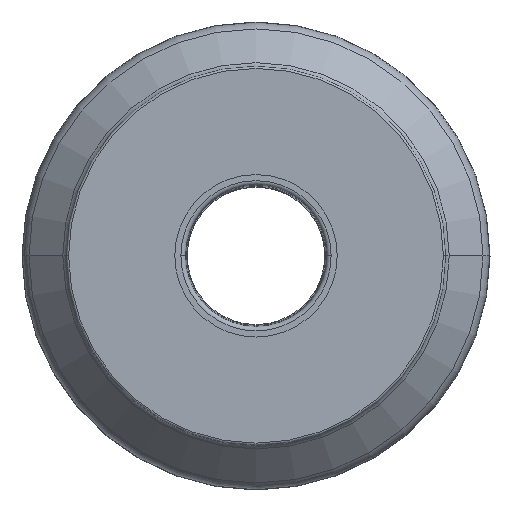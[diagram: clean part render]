
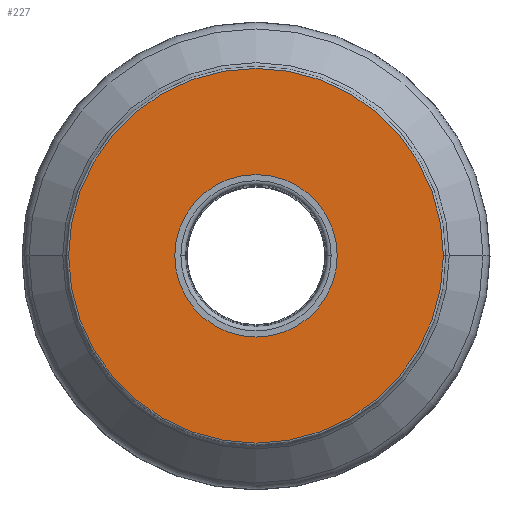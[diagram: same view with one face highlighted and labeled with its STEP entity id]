
A CAD part, top view. The second image highlights one B-rep face of the part: STEP entity #227.
In plain terms, the highlighted planar face has unit normal (0, 0, 1).
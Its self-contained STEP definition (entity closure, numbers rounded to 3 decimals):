
#64=PLANE('',#2299);
#72=FACE_BOUND('',#587,.T.);
#73=FACE_BOUND('',#588,.T.);
#227=ADVANCED_FACE('',(#72,#73),#64,.T.);
#587=EDGE_LOOP('',(#1009,#1010));
#588=EDGE_LOOP('',(#1011,#1012));
#1009=ORIENTED_EDGE('',*,*,#1479,.F.);
#1010=ORIENTED_EDGE('',*,*,#1481,.F.);
#1011=ORIENTED_EDGE('',*,*,#1482,.F.);
#1012=ORIENTED_EDGE('',*,*,#1483,.F.);
#1247=VERTEX_POINT('',#5284);
#1248=VERTEX_POINT('',#5286);
#1249=VERTEX_POINT('',#5292);
#1250=VERTEX_POINT('',#5293);
#1479=EDGE_CURVE('',#1247,#1248,#1814,.T.);
#1481=EDGE_CURVE('',#1248,#1247,#1816,.T.);
#1482=EDGE_CURVE('',#1249,#1250,#1817,.T.);
#1483=EDGE_CURVE('',#1250,#1249,#1818,.T.);
#1814=CIRCLE('',#2292,86.5);
#1816=CIRCLE('',#2295,86.5);
#1817=CIRCLE('',#2297,37.5);
#1818=CIRCLE('',#2298,37.5);
#2292=AXIS2_PLACEMENT_3D('',#5285,#2788,#2789);
#2295=AXIS2_PLACEMENT_3D('',#5289,#2794,#2795);
#2297=AXIS2_PLACEMENT_3D('',#5291,#2798,#2799);
#2298=AXIS2_PLACEMENT_3D('',#5294,#2800,#2801);
#2299=AXIS2_PLACEMENT_3D('',#5295,#2802,#2803);
#2788=DIRECTION('',(0.,0.,-1.));
#2789=DIRECTION('',(-1.,0.,0.));
#2794=DIRECTION('',(0.,0.,-1.));
#2795=DIRECTION('',(1.,0.,0.));
#2798=DIRECTION('',(0.,0.,1.));
#2799=DIRECTION('',(1.,0.,0.));
#2800=DIRECTION('',(0.,0.,1.));
#2801=DIRECTION('',(-1.,0.,0.));
#2802=DIRECTION('',(0.,0.,1.));
#2803=DIRECTION('',(-1.,0.,0.));
#5284=CARTESIAN_POINT('',(-86.5,0.,0.));
#5285=CARTESIAN_POINT('',(0.,0.,0.));
#5286=CARTESIAN_POINT('',(86.5,0.,0.));
#5289=CARTESIAN_POINT('',(0.,0.,0.));
#5291=CARTESIAN_POINT('',(0.,0.,0.));
#5292=CARTESIAN_POINT('',(37.5,0.,0.));
#5293=CARTESIAN_POINT('',(-37.5,0.,0.));
#5294=CARTESIAN_POINT('',(0.,0.,0.));
#5295=CARTESIAN_POINT('',(0.,0.,0.));
